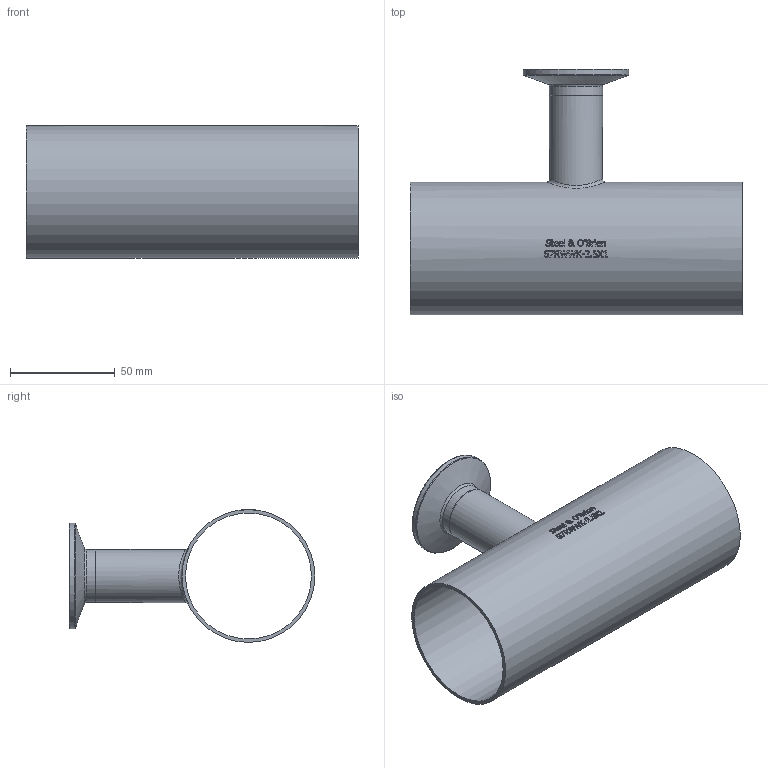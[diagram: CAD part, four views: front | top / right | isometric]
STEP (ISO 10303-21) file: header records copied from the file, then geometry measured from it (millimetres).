
FILE_DESCRIPTION(/* description */ (''),/* implementation_level */ '2;1');
FILE_NAME(/* name */ 'S7RWWK-2.5X1.stp',/* time_stamp */ '2018-11-29T09:19:43-05:00',/* author */ ('ken'),/* organization */ (''),/* preprocessor_version */ 'ST-DEVELOPER v15.2',/* originating_system */ 'Autodesk Inventor 2014',/* authorisation */ '');
FILE_SCHEMA (('AUTOMOTIVE_DESIGN { 1 0 10303 214 3 1 1 }'));
Length unit declared in the file: inch
Products named in the file (1): S7RWWK-25X1
Bounding box: 158.75 x 117.47 x 63.5 mm (x, y, z)
Volume: 63864.4 mm3; surface area: 73018.1 mm2
Topology: 1 solids, 1 shells, 411 faces, 1102 edges, 731 vertices
Faces by surface type: plane 189, bspline 168, cylinder 42, torus 9, cone 3
Full cylindrical faces by diameter (mm): 22.098 x2, 25.4 x2, 50.394 x1, 60.198 x1, 63.5 x1
Entity records: 16040 total; most frequent: CARTESIAN_POINT 6696, ORIENTED_EDGE 2156, DIRECTION 1454, EDGE_CURVE 1078, VERTEX_POINT 727, LINE 516, VECTOR 516, EDGE_LOOP 473
